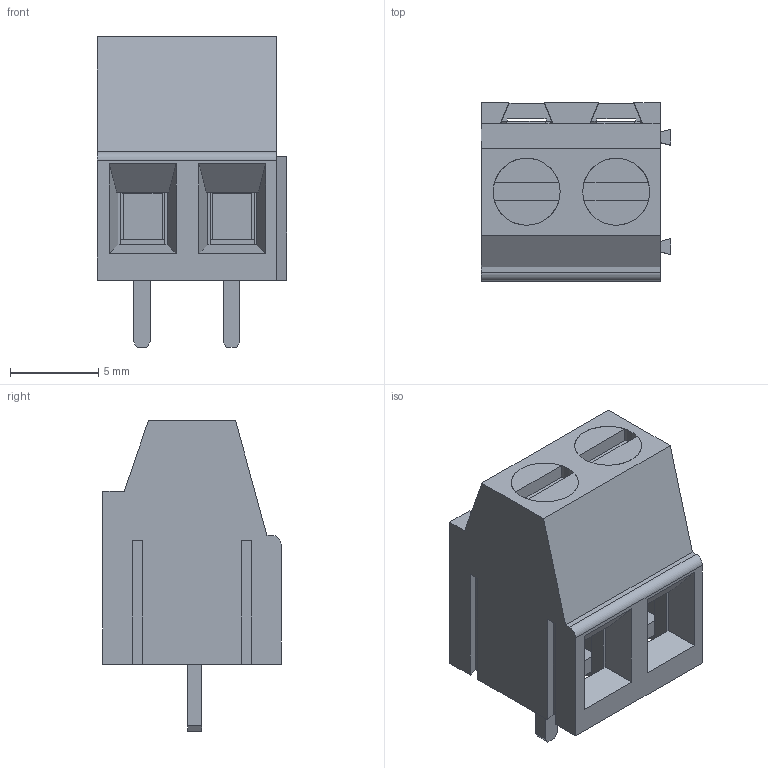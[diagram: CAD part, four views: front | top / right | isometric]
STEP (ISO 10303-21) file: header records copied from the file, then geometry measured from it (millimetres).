
FILE_DESCRIPTION(('FreeCAD Model'),'2;1');
FILE_NAME('WURTH_691216510009_cp.step','2019-04-20T23:36:07',('kicad StepUp'),('ksu MCAD'), 'Open CASCADE STEP processor 7.3','FreeCAD','Unknown');
FILE_SCHEMA(('AUTOMOTIVE_DESIGN { 1 0 10303 214 1 1 1 1 }'));
Length unit declared in the file: millimetre
Products named in the file (1): WURTH_691216510009_cp
Bounding box: 10.76 x 10.1 x 17.6 mm (x, y, z)
Volume: 821.6 mm3; surface area: 2150.4 mm2
Topology: 7 solids, 7 shells, 229 faces, 617 edges, 402 vertices
Faces by surface type: plane 190, cylinder 39
Entity records: 8718 total; most frequent: CARTESIAN_POINT 1249, ORIENTED_EDGE 1234, DIRECTION 1163, EDGE_CURVE 617, LINE 531, VECTOR 531, VERTEX_POINT 402, AXIS2_PLACEMENT_3D 316
